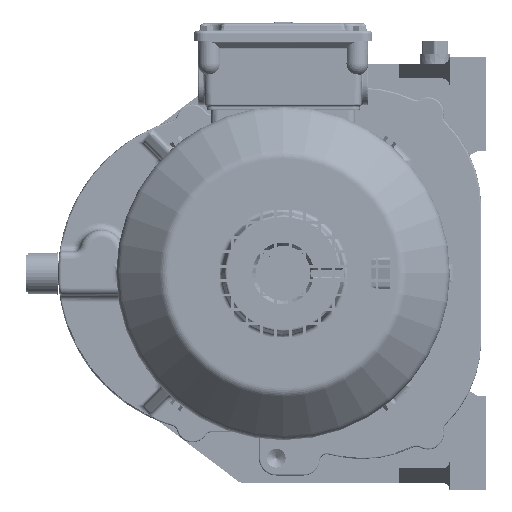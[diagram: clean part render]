
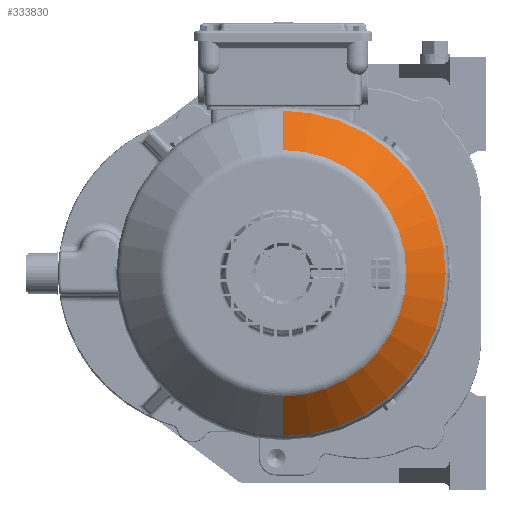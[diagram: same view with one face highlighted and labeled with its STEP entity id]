
A CAD part, left-side view. The second image highlights one B-rep face of the part: STEP entity #333830.
In plain terms, the highlighted conical face has half-angle 45 degrees and reference radius 112.571 mm.
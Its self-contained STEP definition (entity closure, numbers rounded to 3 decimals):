
#517 = CARTESIAN_POINT ( 'NONE',  ( -298.929, -40.75, -112.571 ) ) ;
#3858 = DIRECTION ( 'NONE',  ( 1., 0., 0. ) ) ;
#7731 = ORIENTED_EDGE ( 'NONE', *, *, #226859, .T. ) ;
#8918 = CIRCLE ( 'NONE', #166762, 85.343 ) ;
#20575 = CARTESIAN_POINT ( 'NONE',  ( -298.929, -40.75, 0. ) ) ;
#29805 = CIRCLE ( 'NONE', #78700, 85.343 ) ;
#44321 = CONICAL_SURFACE ( 'NONE', #134400, 112.571, 0.785 ) ;
#50828 = CARTESIAN_POINT ( 'NONE',  ( -298.929, -40.75, -112.571 ) ) ;
#54785 = CARTESIAN_POINT ( 'NONE',  ( -298.929, -40.75, 112.571 ) ) ;
#63761 = ORIENTED_EDGE ( 'NONE', *, *, #76887, .T. ) ;
#67364 = ORIENTED_EDGE ( 'NONE', *, *, #285135, .F. ) ;
#76887 = EDGE_CURVE ( 'NONE', #328039, #158536, #288533, .T. ) ;
#78700 = AXIS2_PLACEMENT_3D ( 'NONE', #306776, #79522, #132325 ) ;
#79522 = DIRECTION ( 'NONE',  ( 1., 0., 0. ) ) ;
#82718 = CARTESIAN_POINT ( 'NONE',  ( -326.157, -40.75, 85.343 ) ) ;
#97892 = FACE_OUTER_BOUND ( 'NONE', #328826, .T. ) ;
#99594 = DIRECTION ( 'NONE',  ( 0., 0., -1. ) ) ;
#114037 = CARTESIAN_POINT ( 'NONE',  ( -326.157, -40.75, 0. ) ) ;
#114056 = CARTESIAN_POINT ( 'NONE',  ( -326.157, -126.093, 0. ) ) ;
#116106 = VECTOR ( 'NONE', #238994, 1000. ) ;
#129854 = ORIENTED_EDGE ( 'NONE', *, *, #305045, .T. ) ;
#132325 = DIRECTION ( 'NONE',  ( 0., 0., -1. ) ) ;
#134400 = AXIS2_PLACEMENT_3D ( 'NONE', #331354, #336391, #99594 ) ;
#141282 = DIRECTION ( 'NONE',  ( 0., 0., -1. ) ) ;
#158536 = VERTEX_POINT ( 'NONE', #50828 ) ;
#163383 = VERTEX_POINT ( 'NONE', #54785 ) ;
#166762 = AXIS2_PLACEMENT_3D ( 'NONE', #114037, #3858, #141282 ) ;
#172786 = ORIENTED_EDGE ( 'NONE', *, *, #188049, .F. ) ;
#188049 = EDGE_CURVE ( 'NONE', #163383, #158536, #280309, .T. ) ;
#221480 = VECTOR ( 'NONE', #275893, 1000. ) ;
#221849 = CARTESIAN_POINT ( 'NONE',  ( -326.157, -40.75, -85.343 ) ) ;
#226859 = EDGE_CURVE ( 'NONE', #280870, #286073, #8918, .T. ) ;
#228490 = DIRECTION ( 'NONE',  ( 1., 0., 0. ) ) ;
#238994 = DIRECTION ( 'NONE',  ( 0.707, 0., -0.707 ) ) ;
#260745 = DIRECTION ( 'NONE',  ( 0., 0., 1. ) ) ;
#263974 = AXIS2_PLACEMENT_3D ( 'NONE', #20575, #228490, #260745 ) ;
#274213 = CARTESIAN_POINT ( 'NONE',  ( -298.929, -40.75, 112.571 ) ) ;
#275893 = DIRECTION ( 'NONE',  ( 0.707, 0., 0.707 ) ) ;
#280309 = CIRCLE ( 'NONE', #263974, 112.571 ) ;
#280870 = VERTEX_POINT ( 'NONE', #82718 ) ;
#285135 = EDGE_CURVE ( 'NONE', #280870, #163383, #298078, .T. ) ;
#286073 = VERTEX_POINT ( 'NONE', #114056 ) ;
#288533 = LINE ( 'NONE', #517, #116106 ) ;
#298078 = LINE ( 'NONE', #274213, #221480 ) ;
#305045 = EDGE_CURVE ( 'NONE', #286073, #328039, #29805, .T. ) ;
#306776 = CARTESIAN_POINT ( 'NONE',  ( -326.157, -40.75, 0. ) ) ;
#328039 = VERTEX_POINT ( 'NONE', #221849 ) ;
#328826 = EDGE_LOOP ( 'NONE', ( #67364, #7731, #129854, #63761, #172786 ) ) ;
#331354 = CARTESIAN_POINT ( 'NONE',  ( -298.929, -40.75, 0. ) ) ;
#333830 = ADVANCED_FACE ( 'NONE', ( #97892 ), #44321, .T. ) ;
#336391 = DIRECTION ( 'NONE',  ( 1., 0., 0. ) ) ;
